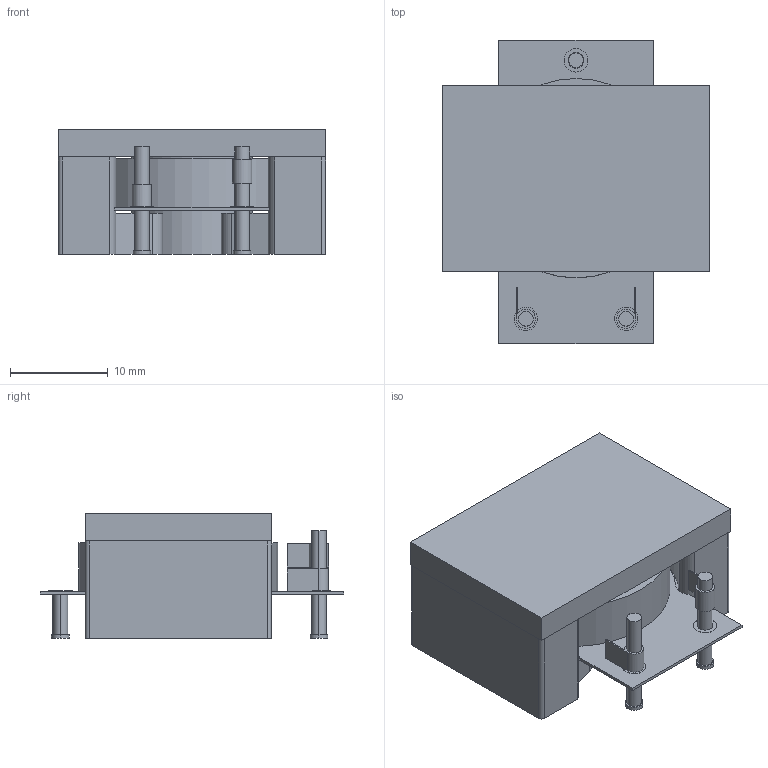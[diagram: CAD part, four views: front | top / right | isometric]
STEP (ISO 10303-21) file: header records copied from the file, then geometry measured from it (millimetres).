
FILE_DESCRIPTION(('FreeCAD Model'),'2;1');
FILE_NAME('Fusion.step','2017-05-29T08:26:23',( 'kicad StepUp'),('ksu MCAD'),'Open CASCADE STEP processor 6.8', 'FreeCAD','Unknown');
FILE_SCHEMA(('AUTOMOTIVE_DESIGN_CC2 { 1 2 10303 214 -1 1 5 4 }'));
Length unit declared in the file: millimetre
Products named in the file (2): ASSEMBLY; Fusion
Assembly tree (1 placements, depth 2):
  ASSEMBLY
    Fusion
Bounding box: 27.3 x 31 x 12.75 mm (x, y, z)
Volume: 5951.2 mm3; surface area: 4421.6 mm2
Topology: 4 solids, 4 shells, 128 faces, 314 edges, 204 vertices
Faces by surface type: cylinder 69, plane 59
Entity records: 4755 total; most frequent: DIRECTION 716, CARTESIAN_POINT 648, ORIENTED_EDGE 628, EDGE_CURVE 314, AXIS2_PLACEMENT_3D 272, VERTEX_POINT 204, LINE 172, VECTOR 172
